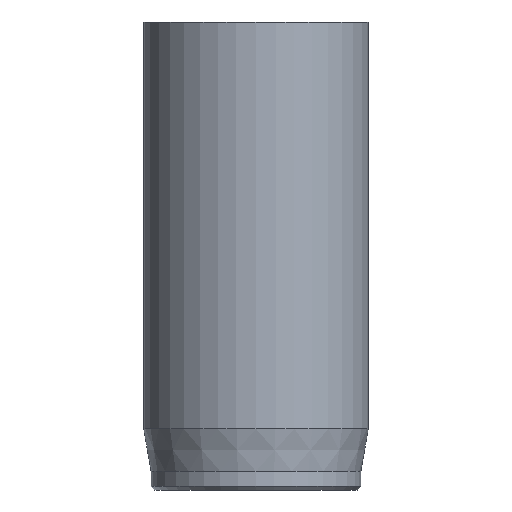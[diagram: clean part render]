
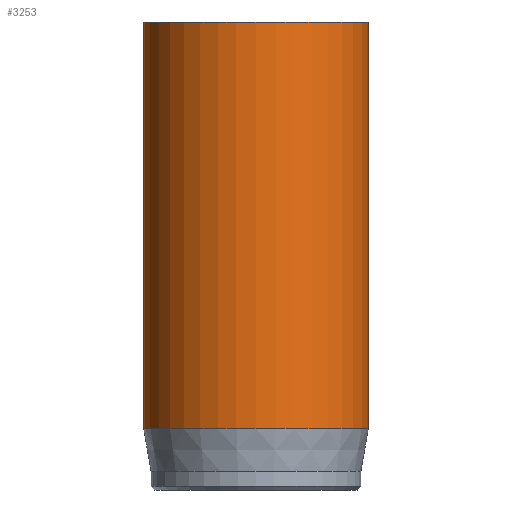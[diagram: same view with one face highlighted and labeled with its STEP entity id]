
A CAD part, front view. The second image highlights one B-rep face of the part: STEP entity #3253.
In plain terms, the highlighted cylindrical face has radius 6 mm (diameter 12 mm), a full revolution.
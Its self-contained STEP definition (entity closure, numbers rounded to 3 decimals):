
#32=CYLINDRICAL_SURFACE('',#3408,6.);
#47=CIRCLE('',#3379,6.);
#63=CIRCLE('',#3406,6.);
#64=CIRCLE('',#3407,6.);
#311=FACE_OUTER_BOUND('',#499,.T.);
#499=EDGE_LOOP('',(#2894,#2895,#2896,#2897,#2898));
#745=LINE('',#6078,#999);
#999=VECTOR('',#3833,6.);
#1496=VERTEX_POINT('',#6021);
#1512=VERTEX_POINT('',#6072);
#1513=VERTEX_POINT('',#6073);
#1954=EDGE_CURVE('',#1496,#1496,#47,.T.);
#1978=EDGE_CURVE('',#1512,#1513,#63,.T.);
#1979=EDGE_CURVE('',#1513,#1512,#64,.T.);
#1981=EDGE_CURVE('',#1496,#1512,#745,.T.);
#2894=ORIENTED_EDGE('',*,*,#1954,.T.);
#2895=ORIENTED_EDGE('',*,*,#1981,.T.);
#2896=ORIENTED_EDGE('',*,*,#1978,.T.);
#2897=ORIENTED_EDGE('',*,*,#1979,.T.);
#2898=ORIENTED_EDGE('',*,*,#1981,.F.);
#3253=ADVANCED_FACE('',(#311),#32,.T.);
#3379=AXIS2_PLACEMENT_3D('',#6022,#3764,#3765);
#3406=AXIS2_PLACEMENT_3D('',#6074,#3826,#3827);
#3407=AXIS2_PLACEMENT_3D('',#6075,#3828,#3829);
#3408=AXIS2_PLACEMENT_3D('',#6077,#3831,#3832);
#3764=DIRECTION('center_axis',(0.,0.,-1.));
#3765=DIRECTION('ref_axis',(-1.,0.,0.));
#3826=DIRECTION('center_axis',(0.,0.,1.));
#3827=DIRECTION('ref_axis',(-1.,0.,0.));
#3828=DIRECTION('center_axis',(0.,0.,1.));
#3829=DIRECTION('ref_axis',(-1.,0.,0.));
#3831=DIRECTION('center_axis',(0.,0.,1.));
#3832=DIRECTION('ref_axis',(-1.,0.,0.));
#3833=DIRECTION('',(0.,0.,-1.));
#6021=CARTESIAN_POINT('',(6.,0.,25.));
#6022=CARTESIAN_POINT('Origin',(0.,0.,25.));
#6072=CARTESIAN_POINT('',(6.,0.,3.269));
#6073=CARTESIAN_POINT('',(-6.,0.,3.269));
#6074=CARTESIAN_POINT('Origin',(0.,0.,3.269));
#6075=CARTESIAN_POINT('Origin',(0.,0.,3.269));
#6077=CARTESIAN_POINT('Origin',(0.,0.,0.));
#6078=CARTESIAN_POINT('',(6.,0.,0.));
